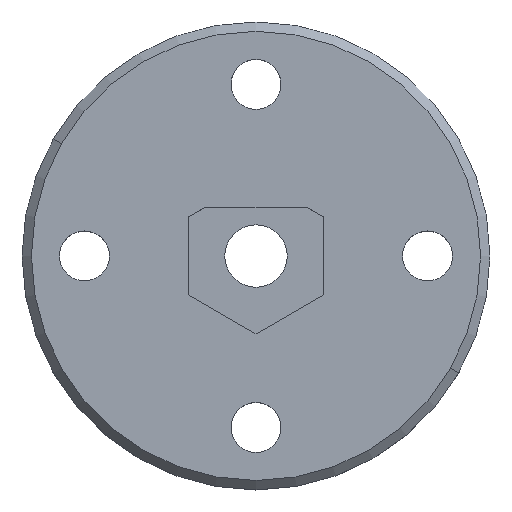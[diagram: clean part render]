
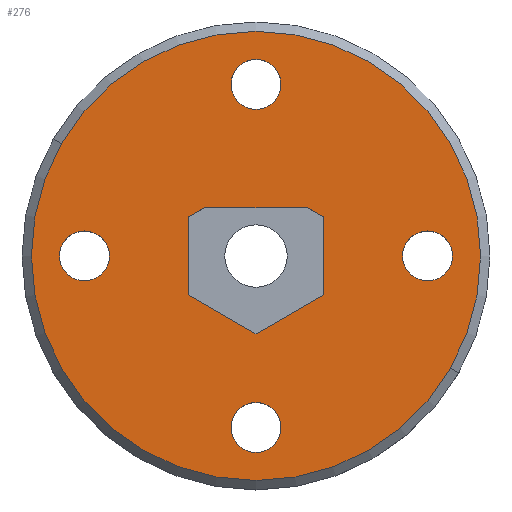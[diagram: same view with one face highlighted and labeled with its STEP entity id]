
A CAD part, top view. The second image highlights one B-rep face of the part: STEP entity #276.
In plain terms, the highlighted planar face has unit normal (0, 0, 1).
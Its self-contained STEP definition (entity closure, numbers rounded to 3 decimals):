
#3 = CIRCLE ( 'NONE', #239, 0.8 ) ;
#7 = EDGE_LOOP ( 'NONE', ( #1011, #1199 ) ) ;
#18 = CARTESIAN_POINT ( 'NONE',  ( 0., 0., 0. ) ) ;
#19 = DIRECTION ( 'NONE',  ( 0., 0., -1. ) ) ;
#22 = DIRECTION ( 'NONE',  ( 0., 0., -1. ) ) ;
#32 = CARTESIAN_POINT ( 'NONE',  ( -2.165, 1.25, 0. ) ) ;
#34 = CARTESIAN_POINT ( 'NONE',  ( 2.165, -1.25, 0. ) ) ;
#52 = VERTEX_POINT ( 'NONE', #1045 ) ;
#59 = AXIS2_PLACEMENT_3D ( 'NONE', #420, #1014, #625 ) ;
#71 = ORIENTED_EDGE ( 'NONE', *, *, #141, .T. ) ;
#80 = EDGE_LOOP ( 'NONE', ( #1186, #1099 ) ) ;
#91 = CARTESIAN_POINT ( 'NONE',  ( 0.693, 5.1, 0. ) ) ;
#97 = ORIENTED_EDGE ( 'NONE', *, *, #674, .T. ) ;
#104 = VERTEX_POINT ( 'NONE', #185 ) ;
#113 = CARTESIAN_POINT ( 'NONE',  ( 5.1, -0.693, 0. ) ) ;
#122 = DIRECTION ( 'NONE',  ( 0., 0., 1. ) ) ;
#138 = CARTESIAN_POINT ( 'NONE',  ( 2.165, 1.25, 0. ) ) ;
#141 = EDGE_CURVE ( 'NONE', #545, #142, #1098, .T. ) ;
#142 = VERTEX_POINT ( 'NONE', #389 ) ;
#144 = DIRECTION ( 'NONE',  ( 0., 0., -1. ) ) ;
#151 = DIRECTION ( 'NONE',  ( 0.866, -0.5, 0. ) ) ;
#154 = EDGE_CURVE ( 'NONE', #722, #104, #543, .T. ) ;
#168 = DIRECTION ( 'NONE',  ( 0., 0., -1. ) ) ;
#170 = VERTEX_POINT ( 'NONE', #893 ) ;
#171 = DIRECTION ( 'NONE',  ( -1., 0., 0. ) ) ;
#178 = EDGE_LOOP ( 'NONE', ( #71, #416 ) ) ;
#185 = CARTESIAN_POINT ( 'NONE',  ( 6.235, -3.6, 0. ) ) ;
#187 = EDGE_CURVE ( 'NONE', #170, #742, #1165, .T. ) ;
#191 = CIRCLE ( 'NONE', #1065, 0.8 ) ;
#193 = CARTESIAN_POINT ( 'NONE',  ( 0., 5.5, 0. ) ) ;
#200 = EDGE_CURVE ( 'NONE', #104, #722, #261, .T. ) ;
#208 = CARTESIAN_POINT ( 'NONE',  ( 0., 0., 0. ) ) ;
#214 = VECTOR ( 'NONE', #226, 1000. ) ;
#216 = FACE_BOUND ( 'NONE', #80, .T. ) ;
#219 = AXIS2_PLACEMENT_3D ( 'NONE', #1128, #917, #935 ) ;
#225 = CARTESIAN_POINT ( 'NONE',  ( 0., 5.5, 0. ) ) ;
#226 = DIRECTION ( 'NONE',  ( 0.866, -0.5, 0. ) ) ;
#239 = AXIS2_PLACEMENT_3D ( 'NONE', #193, #22, #477 ) ;
#244 = CARTESIAN_POINT ( 'NONE',  ( 2.165, -1.25, 0. ) ) ;
#261 = CIRCLE ( 'NONE', #765, 7.2 ) ;
#263 = CARTESIAN_POINT ( 'NONE',  ( 5.5, 0., 0. ) ) ;
#275 = CIRCLE ( 'NONE', #219, 0.8 ) ;
#276 = ADVANCED_FACE ( 'NONE', ( #1179, #692, #216, #700, #1097, #824 ), #506, .T. ) ;
#287 = VERTEX_POINT ( 'NONE', #677 ) ;
#298 = ORIENTED_EDGE ( 'NONE', *, *, #798, .T. ) ;
#314 = CARTESIAN_POINT ( 'NONE',  ( -6.235, 3.6, 0. ) ) ;
#330 = DIRECTION ( 'NONE',  ( 0.866, -0.5, 0. ) ) ;
#344 = AXIS2_PLACEMENT_3D ( 'NONE', #1020, #727, #151 ) ;
#353 = EDGE_CURVE ( 'NONE', #1142, #52, #1102, .T. ) ;
#363 = EDGE_CURVE ( 'NONE', #1166, #422, #699, .T. ) ;
#372 = AXIS2_PLACEMENT_3D ( 'NONE', #783, #19, #405 ) ;
#389 = CARTESIAN_POINT ( 'NONE',  ( -5.9, -0.693, 0. ) ) ;
#394 = EDGE_CURVE ( 'NONE', #142, #545, #275, .T. ) ;
#405 = DIRECTION ( 'NONE',  ( 0.866, -0.5, 0. ) ) ;
#406 = ORIENTED_EDGE ( 'NONE', *, *, #353, .T. ) ;
#407 = CARTESIAN_POINT ( 'NONE',  ( 0.693, -5.9, 0. ) ) ;
#414 = DIRECTION ( 'NONE',  ( -0.866, -0.5, 0. ) ) ;
#416 = ORIENTED_EDGE ( 'NONE', *, *, #394, .T. ) ;
#419 = LINE ( 'NONE', #752, #1053 ) ;
#420 = CARTESIAN_POINT ( 'NONE',  ( 0., -5.5, 0. ) ) ;
#422 = VERTEX_POINT ( 'NONE', #1104 ) ;
#430 = ORIENTED_EDGE ( 'NONE', *, *, #709, .T. ) ;
#438 = LINE ( 'NONE', #1137, #446 ) ;
#442 = ORIENTED_EDGE ( 'NONE', *, *, #961, .T. ) ;
#446 = VECTOR ( 'NONE', #1041, 1000. ) ;
#471 = EDGE_CURVE ( 'NONE', #1142, #742, #419, .T. ) ;
#476 = VECTOR ( 'NONE', #576, 1000. ) ;
#477 = DIRECTION ( 'NONE',  ( 0.866, -0.5, 0. ) ) ;
#479 = CARTESIAN_POINT ( 'NONE',  ( 0., 0., 0. ) ) ;
#491 = DIRECTION ( 'NONE',  ( 0.866, -0.5, 0. ) ) ;
#495 = EDGE_CURVE ( 'NONE', #801, #1198, #659, .T. ) ;
#503 = CARTESIAN_POINT ( 'NONE',  ( 1.645, 1.55, 0. ) ) ;
#506 = PLANE ( 'NONE',  #802 ) ;
#518 = EDGE_LOOP ( 'NONE', ( #713, #298 ) ) ;
#527 = CARTESIAN_POINT ( 'NONE',  ( -1.645, 1.55, 0. ) ) ;
#532 = CARTESIAN_POINT ( 'NONE',  ( -0.693, -5.1, 0. ) ) ;
#543 = CIRCLE ( 'NONE', #1035, 7.2 ) ;
#545 = VERTEX_POINT ( 'NONE', #574 ) ;
#574 = CARTESIAN_POINT ( 'NONE',  ( -5.1, 0.693, 0. ) ) ;
#576 = DIRECTION ( 'NONE',  ( 0.866, 0.5, 0. ) ) ;
#588 = LINE ( 'NONE', #981, #925 ) ;
#595 = AXIS2_PLACEMENT_3D ( 'NONE', #810, #144, #914 ) ;
#603 = DIRECTION ( 'NONE',  ( 0., 0., 1. ) ) ;
#610 = CARTESIAN_POINT ( 'NONE',  ( -0.693, 5.9, 0. ) ) ;
#625 = DIRECTION ( 'NONE',  ( 0.866, -0.5, 0. ) ) ;
#628 = EDGE_LOOP ( 'NONE', ( #406, #430, #749, #442, #97, #739, #1129 ) ) ;
#659 = CIRCLE ( 'NONE', #595, 0.8 ) ;
#671 = VECTOR ( 'NONE', #1109, 1000. ) ;
#674 = EDGE_CURVE ( 'NONE', #846, #170, #588, .T. ) ;
#677 = CARTESIAN_POINT ( 'NONE',  ( 5.9, 0.693, 0. ) ) ;
#691 = CARTESIAN_POINT ( 'NONE',  ( 0., 2.5, 0. ) ) ;
#692 = FACE_BOUND ( 'NONE', #518, .T. ) ;
#699 = LINE ( 'NONE', #244, #1089 ) ;
#700 = FACE_BOUND ( 'NONE', #178, .T. ) ;
#709 = EDGE_CURVE ( 'NONE', #52, #1166, #812, .T. ) ;
#713 = ORIENTED_EDGE ( 'NONE', *, *, #1063, .T. ) ;
#722 = VERTEX_POINT ( 'NONE', #314 ) ;
#726 = DIRECTION ( 'NONE',  ( 0.866, -0.5, 0. ) ) ;
#727 = DIRECTION ( 'NONE',  ( 0., 0., -1. ) ) ;
#730 = EDGE_CURVE ( 'NONE', #1198, #801, #1203, .T. ) ;
#739 = ORIENTED_EDGE ( 'NONE', *, *, #187, .T. ) ;
#742 = VERTEX_POINT ( 'NONE', #527 ) ;
#749 = ORIENTED_EDGE ( 'NONE', *, *, #363, .T. ) ;
#752 = CARTESIAN_POINT ( 'NONE',  ( -1.645, 1.55, 0. ) ) ;
#755 = EDGE_CURVE ( 'NONE', #1107, #287, #1047, .T. ) ;
#765 = AXIS2_PLACEMENT_3D ( 'NONE', #208, #603, #882 ) ;
#783 = CARTESIAN_POINT ( 'NONE',  ( -5.5, 0., 0. ) ) ;
#798 = EDGE_CURVE ( 'NONE', #1211, #843, #191, .T. ) ;
#801 = VERTEX_POINT ( 'NONE', #532 ) ;
#802 = AXIS2_PLACEMENT_3D ( 'NONE', #18, #122, #491 ) ;
#810 = CARTESIAN_POINT ( 'NONE',  ( 0., -5.5, 0. ) ) ;
#812 = LINE ( 'NONE', #138, #671 ) ;
#824 = FACE_BOUND ( 'NONE', #628, .T. ) ;
#843 = VERTEX_POINT ( 'NONE', #91 ) ;
#846 = VERTEX_POINT ( 'NONE', #853 ) ;
#853 = CARTESIAN_POINT ( 'NONE',  ( -2.165, -1.25, 0. ) ) ;
#882 = DIRECTION ( 'NONE',  ( 0.866, -0.5, 0. ) ) ;
#893 = CARTESIAN_POINT ( 'NONE',  ( -2.165, 1.25, 0. ) ) ;
#898 = DIRECTION ( 'NONE',  ( 0., 0., -1. ) ) ;
#900 = EDGE_CURVE ( 'NONE', #287, #1107, #1105, .T. ) ;
#914 = DIRECTION ( 'NONE',  ( 0.866, -0.5, 0. ) ) ;
#917 = DIRECTION ( 'NONE',  ( 0., 0., -1. ) ) ;
#925 = VECTOR ( 'NONE', #1002, 1000. ) ;
#935 = DIRECTION ( 'NONE',  ( 0.866, -0.5, 0. ) ) ;
#947 = DIRECTION ( 'NONE',  ( 0.866, -0.5, 0. ) ) ;
#961 = EDGE_CURVE ( 'NONE', #422, #846, #438, .T. ) ;
#981 = CARTESIAN_POINT ( 'NONE',  ( -2.165, -1.25, 0. ) ) ;
#997 = DIRECTION ( 'NONE',  ( 0., 0., 1. ) ) ;
#1002 = DIRECTION ( 'NONE',  ( 0., 1., 0. ) ) ;
#1011 = ORIENTED_EDGE ( 'NONE', *, *, #755, .T. ) ;
#1014 = DIRECTION ( 'NONE',  ( 0., 0., -1. ) ) ;
#1020 = CARTESIAN_POINT ( 'NONE',  ( 5.5, 0., 0. ) ) ;
#1035 = AXIS2_PLACEMENT_3D ( 'NONE', #479, #997, #726 ) ;
#1041 = DIRECTION ( 'NONE',  ( -0.866, 0.5, 0. ) ) ;
#1045 = CARTESIAN_POINT ( 'NONE',  ( 2.165, 1.25, 0. ) ) ;
#1047 = CIRCLE ( 'NONE', #344, 0.8 ) ;
#1053 = VECTOR ( 'NONE', #171, 1000. ) ;
#1063 = EDGE_CURVE ( 'NONE', #843, #1211, #3, .T. ) ;
#1065 = AXIS2_PLACEMENT_3D ( 'NONE', #225, #898, #330 ) ;
#1089 = VECTOR ( 'NONE', #414, 1000. ) ;
#1097 = FACE_BOUND ( 'NONE', #7, .T. ) ;
#1098 = CIRCLE ( 'NONE', #372, 0.8 ) ;
#1099 = ORIENTED_EDGE ( 'NONE', *, *, #730, .T. ) ;
#1102 = LINE ( 'NONE', #691, #214 ) ;
#1104 = CARTESIAN_POINT ( 'NONE',  ( 0., -2.5, 0. ) ) ;
#1105 = CIRCLE ( 'NONE', #1145, 0.8 ) ;
#1107 = VERTEX_POINT ( 'NONE', #113 ) ;
#1109 = DIRECTION ( 'NONE',  ( 0., -1., 0. ) ) ;
#1128 = CARTESIAN_POINT ( 'NONE',  ( -5.5, 0., 0. ) ) ;
#1129 = ORIENTED_EDGE ( 'NONE', *, *, #471, .F. ) ;
#1137 = CARTESIAN_POINT ( 'NONE',  ( 0., -2.5, 0. ) ) ;
#1142 = VERTEX_POINT ( 'NONE', #503 ) ;
#1145 = AXIS2_PLACEMENT_3D ( 'NONE', #263, #168, #947 ) ;
#1149 = EDGE_LOOP ( 'NONE', ( #1222, #1150 ) ) ;
#1150 = ORIENTED_EDGE ( 'NONE', *, *, #154, .T. ) ;
#1165 = LINE ( 'NONE', #32, #476 ) ;
#1166 = VERTEX_POINT ( 'NONE', #34 ) ;
#1179 = FACE_OUTER_BOUND ( 'NONE', #1149, .T. ) ;
#1186 = ORIENTED_EDGE ( 'NONE', *, *, #495, .T. ) ;
#1198 = VERTEX_POINT ( 'NONE', #407 ) ;
#1199 = ORIENTED_EDGE ( 'NONE', *, *, #900, .T. ) ;
#1203 = CIRCLE ( 'NONE', #59, 0.8 ) ;
#1211 = VERTEX_POINT ( 'NONE', #610 ) ;
#1222 = ORIENTED_EDGE ( 'NONE', *, *, #200, .T. ) ;
